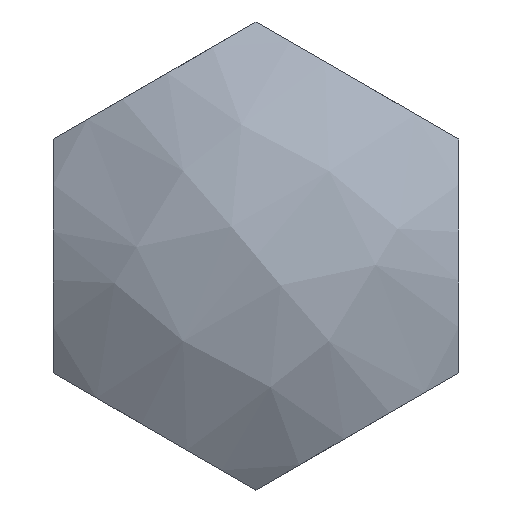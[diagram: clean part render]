
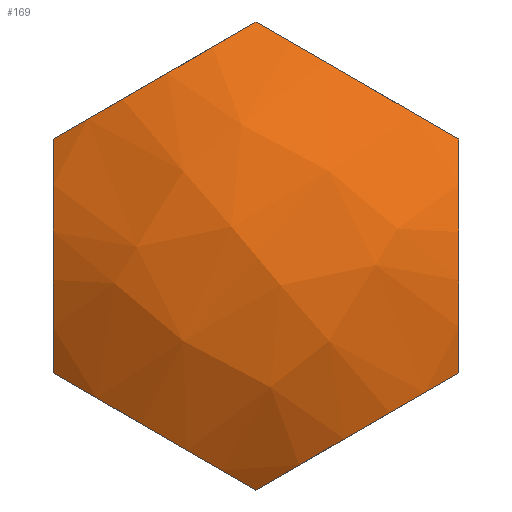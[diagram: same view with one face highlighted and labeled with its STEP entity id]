
A CAD part, front view. The second image highlights one B-rep face of the part: STEP entity #169.
In plain terms, the highlighted free-form (B-spline) face has degree [3, 3] with [4, 4] control points.
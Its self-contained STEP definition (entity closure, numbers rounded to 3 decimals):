
#4 = CARTESIAN_POINT ( 'NONE',  ( 1.791, 3.819, 11.668 ) ) ;
#16 = CARTESIAN_POINT ( 'NONE',  ( 0., 4.551, 12.702 ) ) ;
#17 = CIRCLE ( 'NONE', #328, 16.703 ) ;
#22 = CARTESIAN_POINT ( 'NONE',  ( -4.119, -3.185, 5.374 ) ) ;
#24 = CARTESIAN_POINT ( 'NONE',  ( 11., 7.186, -10.714 ) ) ;
#25 = CARTESIAN_POINT ( 'NONE',  ( 5.027, 3.297, -9.799 ) ) ;
#41 = CARTESIAN_POINT ( 'NONE',  ( -11., 20., 0. ) ) ;
#53 = CARTESIAN_POINT ( 'NONE',  ( -3.614, 3.43, 10.615 ) ) ;
#56 = CARTESIAN_POINT ( 'NONE',  ( -7.369, 3.401, 8.447 ) ) ;
#60 = CARTESIAN_POINT ( 'NONE',  ( 10.123, 4.135, -6.857 ) ) ;
#61 = CARTESIAN_POINT ( 'NONE',  ( 11., 7.186, 10.714 ) ) ;
#63 = CARTESIAN_POINT ( 'NONE',  ( -11., 7.186, -10.714 ) ) ;
#66 = ORIENTED_EDGE ( 'NONE', *, *, #161, .T. ) ;
#71 = CARTESIAN_POINT ( 'NONE',  ( -11., 4.551, -6.351 ) ) ;
#75 = CARTESIAN_POINT ( 'NONE',  ( -7.849, 3.51, -8.17 ) ) ;
#80 = CARTESIAN_POINT ( 'NONE',  ( 0., 4.551, -12.702 ) ) ;
#83 = VERTEX_POINT ( 'NONE', #336 ) ;
#87 = CARTESIAN_POINT ( 'NONE',  ( -11., 1.762, 4.228 ) ) ;
#89 = CARTESIAN_POINT ( 'NONE',  ( -10.123, 4.135, 6.857 ) ) ;
#96 = CARTESIAN_POINT ( 'NONE',  ( -11., 4.551, 6.351 ) ) ;
#99 = CARTESIAN_POINT ( 'NONE',  ( 9.225, 3.824, 7.375 ) ) ;
#101 = DIRECTION ( 'NONE',  ( 1., 0., 0. ) ) ;
#106 = CARTESIAN_POINT ( 'NONE',  ( 0., 4.551, 12.702 ) ) ;
#115 = VERTEX_POINT ( 'NONE', #179 ) ;
#116 = CARTESIAN_POINT ( 'NONE',  ( 6.439, 3.297, -8.984 ) ) ;
#117 = CARTESIAN_POINT ( 'NONE',  ( 7.369, 3.401, -8.447 ) ) ;
#120 = CARTESIAN_POINT ( 'NONE',  ( -11., 7.186, 10.714 ) ) ;
#124 = CARTESIAN_POINT ( 'NONE',  ( 11., 4.551, 6.351 ) ) ;
#125 = FACE_OUTER_BOUND ( 'NONE', #141, .T. ) ;
#129 = CARTESIAN_POINT ( 'NONE',  ( -1.775, 3.824, 11.677 ) ) ;
#132 = DIRECTION ( 'NONE',  ( 0., 0., -1. ) ) ;
#141 = EDGE_LOOP ( 'NONE', ( #296, #66, #287, #347, #247, #235 ) ) ;
#142 = CARTESIAN_POINT ( 'NONE',  ( -10.123, 4.135, -6.857 ) ) ;
#143 = CARTESIAN_POINT ( 'NONE',  ( -5.027, 3.297, 9.799 ) ) ;
#145 = CARTESIAN_POINT ( 'NONE',  ( -9.209, 3.819, 7.385 ) ) ;
#149 = CARTESIAN_POINT ( 'NONE',  ( 3.614, 3.43, -10.615 ) ) ;
#151 = CARTESIAN_POINT ( 'NONE',  ( 0.877, 4.135, -12.195 ) ) ;
#155 = CARTESIAN_POINT ( 'NONE',  ( 7.386, 3.43, 8.438 ) ) ;
#161 = EDGE_CURVE ( 'NONE', #385, #163, #186, .T. ) ;
#162 = CARTESIAN_POINT ( 'NONE',  ( 11., 20., 0. ) ) ;
#163 = VERTEX_POINT ( 'NONE', #96 ) ;
#168 = CARTESIAN_POINT ( 'NONE',  ( -1.791, 3.819, -11.668 ) ) ;
#169 = ADVANCED_FACE ( 'NONE', ( #125 ), #316, .T. ) ;
#174 = CARTESIAN_POINT ( 'NONE',  ( 4.119, 3.709, 13.621 ) ) ;
#176 = CIRCLE ( 'NONE', #366, 16.703 ) ;
#179 = CARTESIAN_POINT ( 'NONE',  ( 11., 4.551, -6.351 ) ) ;
#181 = CARTESIAN_POINT ( 'NONE',  ( 0.877, 4.135, 12.195 ) ) ;
#184 = CARTESIAN_POINT ( 'NONE',  ( 5.973, 3.297, 9.253 ) ) ;
#185 = EDGE_CURVE ( 'NONE', #83, #115, #221, .T. ) ;
#186 = B_SPLINE_CURVE_WITH_KNOTS ( 'NONE', 3,
 ( #106, #345, #129, #226, #53, #390, #143, #361, #56, #145, #89, #267 ),
 .UNSPECIFIED., .F., .F.,
 ( 4, 2, 2, 2, 2, 4 ),
 ( 0., 0.003, 0.005, 0.006, 0.01, 0.013 ),
 .UNSPECIFIED. ) ;
#198 = DIRECTION ( 'NONE',  ( 0., 0., -1. ) ) ;
#203 = CARTESIAN_POINT ( 'NONE',  ( -0.877, 4.135, -12.195 ) ) ;
#208 = CARTESIAN_POINT ( 'NONE',  ( 1.775, 3.824, -11.677 ) ) ;
#212 = CARTESIAN_POINT ( 'NONE',  ( 4.552, 3.324, -10.074 ) ) ;
#221 = B_SPLINE_CURVE_WITH_KNOTS ( 'NONE', 3,
 ( #331, #151, #208, #363, #149, #212, #25, #116, #117, #323, #60, #271 ),
 .UNSPECIFIED., .F., .F.,
 ( 4, 2, 2, 2, 2, 4 ),
 ( 0., 0.003, 0.005, 0.006, 0.01, 0.013 ),
 .UNSPECIFIED. ) ;
#223 = DIRECTION ( 'NONE',  ( -1., 0., 0. ) ) ;
#226 = CARTESIAN_POINT ( 'NONE',  ( -3.151, 3.51, 10.883 ) ) ;
#228 = EDGE_CURVE ( 'NONE', #230, #385, #300, .T. ) ;
#230 = VERTEX_POINT ( 'NONE', #124 ) ;
#235 = ORIENTED_EDGE ( 'NONE', *, *, #338, .T. ) ;
#240 = CARTESIAN_POINT ( 'NONE',  ( 11., 1.762, -4.228 ) ) ;
#242 = CARTESIAN_POINT ( 'NONE',  ( 4.119, 3.709, -13.621 ) ) ;
#243 = CARTESIAN_POINT ( 'NONE',  ( -11., 1.762, -4.228 ) ) ;
#247 = ORIENTED_EDGE ( 'NONE', *, *, #185, .T. ) ;
#249 = CARTESIAN_POINT ( 'NONE',  ( 7.849, 3.51, 8.17 ) ) ;
#256 = CARTESIAN_POINT ( 'NONE',  ( -11., 4.551, -6.351 ) ) ;
#262 = CARTESIAN_POINT ( 'NONE',  ( -4.561, 3.297, -10.068 ) ) ;
#267 = CARTESIAN_POINT ( 'NONE',  ( -11., 4.551, 6.351 ) ) ;
#268 = EDGE_CURVE ( 'NONE', #163, #284, #176, .T. ) ;
#269 = CARTESIAN_POINT ( 'NONE',  ( 11., 1.762, 4.228 ) ) ;
#270 = CARTESIAN_POINT ( 'NONE',  ( -4.119, 3.709, 13.621 ) ) ;
#271 = CARTESIAN_POINT ( 'NONE',  ( 11., 4.551, -6.351 ) ) ;
#274 = CARTESIAN_POINT ( 'NONE',  ( 3.631, 3.401, 10.606 ) ) ;
#276 = CARTESIAN_POINT ( 'NONE',  ( 11., 4.551, 6.351 ) ) ;
#284 = VERTEX_POINT ( 'NONE', #256 ) ;
#285 = CARTESIAN_POINT ( 'NONE',  ( -9.225, 3.824, -7.375 ) ) ;
#287 = ORIENTED_EDGE ( 'NONE', *, *, #268, .T. ) ;
#292 = CARTESIAN_POINT ( 'NONE',  ( -4.119, -3.185, -5.374 ) ) ;
#296 = ORIENTED_EDGE ( 'NONE', *, *, #228, .T. ) ;
#300 = B_SPLINE_CURVE_WITH_KNOTS ( 'NONE', 3,
 ( #276, #307, #99, #249, #155, #369, #184, #373, #274, #4, #181, #341 ),
 .UNSPECIFIED., .F., .F.,
 ( 4, 2, 2, 2, 2, 4 ),
 ( 0., 0.003, 0.005, 0.006, 0.01, 0.013 ),
 .UNSPECIFIED. ) ;
#307 = CARTESIAN_POINT ( 'NONE',  ( 10.123, 4.135, 6.857 ) ) ;
#313 = CARTESIAN_POINT ( 'NONE',  ( -3.631, 3.401, -10.606 ) ) ;
#316 =( BOUNDED_SURFACE ( )  B_SPLINE_SURFACE ( 3, 3, ( 
 ( #61, #269, #240, #24 ),
 ( #174, #329, #395, #242 ),
 ( #270, #22, #292, #326 ),
 ( #120, #87, #243, #63 ) ),
 .UNSPECIFIED., .F., .F., .T. ) 
 B_SPLINE_SURFACE_WITH_KNOTS ( ( 4, 4 ),
 ( 4, 4 ),
 ( 0., 1. ),
 ( 0., 1. ),
 .UNSPECIFIED. ) 
 GEOMETRIC_REPRESENTATION_ITEM ( )  RATIONAL_B_SPLINE_SURFACE ( (
 ( 1., 0.845, 0.845, 1.),
 ( 0.89, 0.752, 0.752, 0.89),
 ( 0.89, 0.752, 0.752, 0.89),
 ( 1., 0.845, 0.845, 1.) ) ) 
 REPRESENTATION_ITEM ( '' )  SURFACE ( )  );
#317 = CARTESIAN_POINT ( 'NONE',  ( -6.448, 3.324, -8.979 ) ) ;
#323 = CARTESIAN_POINT ( 'NONE',  ( 9.209, 3.819, -7.385 ) ) ;
#326 = CARTESIAN_POINT ( 'NONE',  ( -4.119, 3.709, -13.621 ) ) ;
#328 = AXIS2_PLACEMENT_3D ( 'NONE', #162, #223, #198 ) ;
#329 = CARTESIAN_POINT ( 'NONE',  ( 4.119, -3.185, 5.374 ) ) ;
#331 = CARTESIAN_POINT ( 'NONE',  ( 0., 4.551, -12.702 ) ) ;
#336 = CARTESIAN_POINT ( 'NONE',  ( 0., 4.551, -12.702 ) ) ;
#338 = EDGE_CURVE ( 'NONE', #115, #230, #17, .T. ) ;
#341 = CARTESIAN_POINT ( 'NONE',  ( 0., 4.551, 12.702 ) ) ;
#342 = B_SPLINE_CURVE_WITH_KNOTS ( 'NONE', 3,
 ( #71, #142, #285, #75, #354, #317, #389, #262, #313, #168, #203, #80 ),
 .UNSPECIFIED., .F., .F.,
 ( 4, 2, 2, 2, 2, 4 ),
 ( 0., 0.003, 0.005, 0.006, 0.01, 0.013 ),
 .UNSPECIFIED. ) ;
#345 = CARTESIAN_POINT ( 'NONE',  ( -0.877, 4.135, 12.195 ) ) ;
#347 = ORIENTED_EDGE ( 'NONE', *, *, #383, .T. ) ;
#354 = CARTESIAN_POINT ( 'NONE',  ( -7.386, 3.43, -8.438 ) ) ;
#361 = CARTESIAN_POINT ( 'NONE',  ( -6.439, 3.297, 8.984 ) ) ;
#363 = CARTESIAN_POINT ( 'NONE',  ( 3.151, 3.51, -10.883 ) ) ;
#366 = AXIS2_PLACEMENT_3D ( 'NONE', #41, #101, #132 ) ;
#369 = CARTESIAN_POINT ( 'NONE',  ( 6.448, 3.324, 8.979 ) ) ;
#373 = CARTESIAN_POINT ( 'NONE',  ( 4.561, 3.297, 10.068 ) ) ;
#383 = EDGE_CURVE ( 'NONE', #284, #83, #342, .T. ) ;
#385 = VERTEX_POINT ( 'NONE', #16 ) ;
#389 = CARTESIAN_POINT ( 'NONE',  ( -5.973, 3.297, -9.253 ) ) ;
#390 = CARTESIAN_POINT ( 'NONE',  ( -4.552, 3.324, 10.074 ) ) ;
#395 = CARTESIAN_POINT ( 'NONE',  ( 4.119, -3.185, -5.374 ) ) ;
